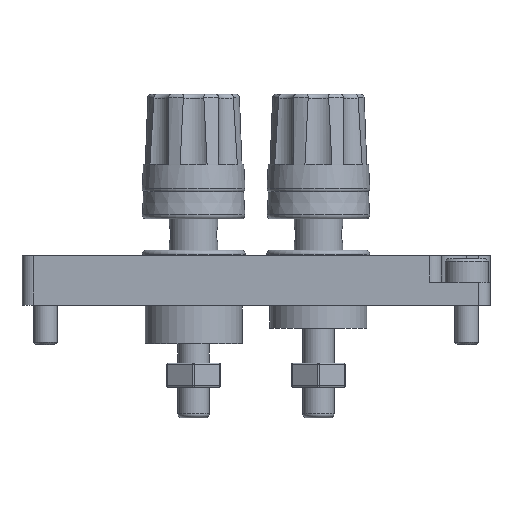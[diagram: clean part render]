
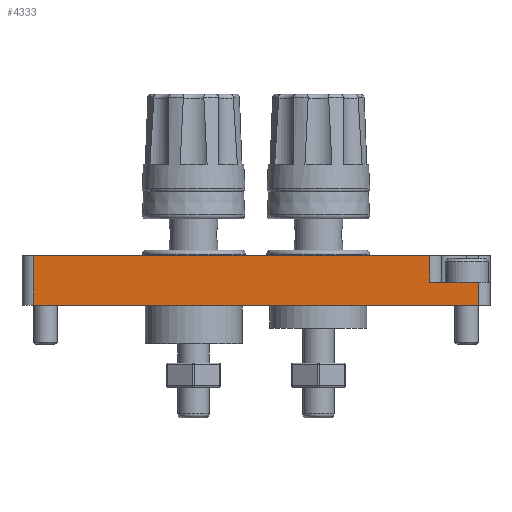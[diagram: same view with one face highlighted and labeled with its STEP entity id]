
A CAD part, left-side view. The second image highlights one B-rep face of the part: STEP entity #4333.
In plain terms, the highlighted face is planar.
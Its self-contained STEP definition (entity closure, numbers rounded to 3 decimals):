
#561 = CARTESIAN_POINT ( 'NONE',  ( 22.25, 6.35, 14.35 ) ) ;
#634 = VECTOR ( 'NONE', #7568, 1000. ) ;
#685 = FACE_OUTER_BOUND ( 'NONE', #3624, .T. ) ;
#1793 = EDGE_CURVE ( 'NONE', #13411, #7726, #3071, .T. ) ;
#1807 = EDGE_CURVE ( 'NONE', #1813, #8598, #11906, .T. ) ;
#1813 = VERTEX_POINT ( 'NONE', #14432 ) ;
#1966 = CARTESIAN_POINT ( 'NONE',  ( 28.5, 0., 14.35 ) ) ;
#2809 = CARTESIAN_POINT ( 'NONE',  ( 30., 2.95, 14.35 ) ) ;
#2885 = DIRECTION ( 'NONE',  ( 0., 0., -1. ) ) ;
#3023 = DIRECTION ( 'NONE',  ( 1., 0., 0. ) ) ;
#3071 = LINE ( 'NONE', #11981, #634 ) ;
#3624 = EDGE_LOOP ( 'NONE', ( #12018, #10992, #11051, #13318, #5588, #7750 ) ) ;
#3852 = VECTOR ( 'NONE', #3023, 1000. ) ;
#3992 = LINE ( 'NONE', #2809, #3852 ) ;
#4177 = DIRECTION ( 'NONE',  ( 0., 1., 0. ) ) ;
#4333 = ADVANCED_FACE ( 'NONE', ( #685 ), #12758, .F. ) ;
#4407 = CARTESIAN_POINT ( 'NONE',  ( -30., 6.35, 14.35 ) ) ;
#4684 = CARTESIAN_POINT ( 'NONE',  ( -28.5, 0., 14.35 ) ) ;
#5047 = EDGE_CURVE ( 'NONE', #9668, #8598, #5635, .T. ) ;
#5207 = CARTESIAN_POINT ( 'NONE',  ( 28.5, 2.95, 14.35 ) ) ;
#5462 = VECTOR ( 'NONE', #13361, 1000. ) ;
#5515 = VERTEX_POINT ( 'NONE', #7967 ) ;
#5588 = ORIENTED_EDGE ( 'NONE', *, *, #5672, .F. ) ;
#5635 = LINE ( 'NONE', #10110, #5462 ) ;
#5672 = EDGE_CURVE ( 'NONE', #9668, #5515, #3992, .T. ) ;
#6771 = VECTOR ( 'NONE', #4177, 1000. ) ;
#7034 = DIRECTION ( 'NONE',  ( 0., -1., 0. ) ) ;
#7380 = DIRECTION ( 'NONE',  ( -1., 0., 0. ) ) ;
#7568 = DIRECTION ( 'NONE',  ( -1., 0., 0. ) ) ;
#7726 = VERTEX_POINT ( 'NONE', #8080 ) ;
#7735 = VECTOR ( 'NONE', #7034, 1000. ) ;
#7750 = ORIENTED_EDGE ( 'NONE', *, *, #5047, .T. ) ;
#7967 = CARTESIAN_POINT ( 'NONE',  ( 28.5, 2.95, 14.35 ) ) ;
#8080 = CARTESIAN_POINT ( 'NONE',  ( -28.5, 0., 14.35 ) ) ;
#8533 = EDGE_CURVE ( 'NONE', #13411, #5515, #14203, .T. ) ;
#8598 = VERTEX_POINT ( 'NONE', #561 ) ;
#8848 = EDGE_CURVE ( 'NONE', #1813, #7726, #10327, .T. ) ;
#9004 = CARTESIAN_POINT ( 'NONE',  ( 22.25, 2.95, 14.35 ) ) ;
#9312 = VECTOR ( 'NONE', #9705, 1000. ) ;
#9668 = VERTEX_POINT ( 'NONE', #9004 ) ;
#9705 = DIRECTION ( 'NONE',  ( 1., 0., 0. ) ) ;
#10110 = CARTESIAN_POINT ( 'NONE',  ( 22.25, 0., 14.35 ) ) ;
#10327 = LINE ( 'NONE', #4684, #7735 ) ;
#10992 = ORIENTED_EDGE ( 'NONE', *, *, #8848, .T. ) ;
#11051 = ORIENTED_EDGE ( 'NONE', *, *, #1793, .F. ) ;
#11906 = LINE ( 'NONE', #4407, #9312 ) ;
#11981 = CARTESIAN_POINT ( 'NONE',  ( 30., 0., 14.35 ) ) ;
#12018 = ORIENTED_EDGE ( 'NONE', *, *, #1807, .F. ) ;
#12758 = PLANE ( 'NONE',  #13197 ) ;
#12968 = CARTESIAN_POINT ( 'NONE',  ( -30., 0., 14.35 ) ) ;
#13197 = AXIS2_PLACEMENT_3D ( 'NONE', #12968, #2885, #7380 ) ;
#13318 = ORIENTED_EDGE ( 'NONE', *, *, #8533, .T. ) ;
#13361 = DIRECTION ( 'NONE',  ( 0., 1., 0. ) ) ;
#13411 = VERTEX_POINT ( 'NONE', #1966 ) ;
#14203 = LINE ( 'NONE', #5207, #6771 ) ;
#14432 = CARTESIAN_POINT ( 'NONE',  ( -28.5, 6.35, 14.35 ) ) ;
